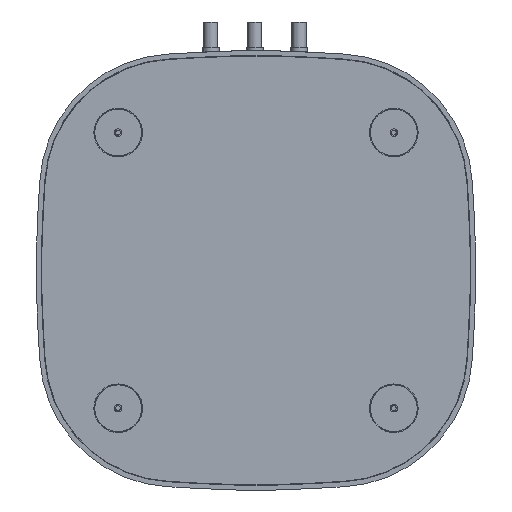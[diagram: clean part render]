
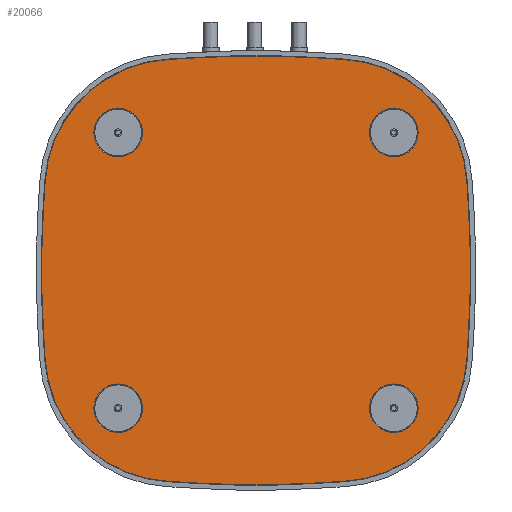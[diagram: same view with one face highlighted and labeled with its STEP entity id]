
A CAD part, front view. The second image highlights one B-rep face of the part: STEP entity #20066.
In plain terms, the highlighted planar face has unit normal (0, -1, 0).
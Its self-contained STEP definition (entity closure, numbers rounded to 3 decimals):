
#1463=FACE_BOUND('',#4222,.T.);
#1464=FACE_BOUND('',#4223,.T.);
#1465=FACE_BOUND('',#4224,.T.);
#1466=FACE_BOUND('',#4225,.T.);
#1925=PLANE('',#21559);
#2991=FACE_OUTER_BOUND('',#4221,.T.);
#4221=EDGE_LOOP('',(#18016,#18017,#18018,#18019,#18020,#18021,#18022,#18023,
#18024,#18025,#18026,#18027,#18028,#18029,#18030,#18031));
#4222=EDGE_LOOP('',(#18032));
#4223=EDGE_LOOP('',(#18033));
#4224=EDGE_LOOP('',(#18034));
#4225=EDGE_LOOP('',(#18035));
#5513=LINE('',#50099,#6972);
#5514=LINE('',#50103,#6973);
#5515=LINE('',#50107,#6974);
#5516=LINE('',#50111,#6975);
#5517=LINE('',#50115,#6976);
#5518=LINE('',#50119,#6977);
#5519=LINE('',#50123,#6978);
#5520=LINE('',#50127,#6979);
#6972=VECTOR('',#25392,10.);
#6973=VECTOR('',#25395,10.);
#6974=VECTOR('',#25398,10.);
#6975=VECTOR('',#25401,10.);
#6976=VECTOR('',#25404,10.);
#6977=VECTOR('',#25407,10.);
#6978=VECTOR('',#25410,10.);
#6979=VECTOR('',#25413,10.);
#7831=CIRCLE('',#21555,9.868);
#7835=CIRCLE('',#21560,52.8);
#7836=CIRCLE('',#21561,397.8);
#7837=CIRCLE('',#21562,52.8);
#7838=CIRCLE('',#21563,397.8);
#7839=CIRCLE('',#21564,52.8);
#7840=CIRCLE('',#21565,397.8);
#7841=CIRCLE('',#21566,52.8);
#7842=CIRCLE('',#21567,397.8);
#7843=CIRCLE('',#21568,9.868);
#7844=CIRCLE('',#21569,9.868);
#7845=CIRCLE('',#21570,9.868);
#9586=VERTEX_POINT('',#50089);
#9589=VERTEX_POINT('',#50097);
#9590=VERTEX_POINT('',#50098);
#9591=VERTEX_POINT('',#50100);
#9592=VERTEX_POINT('',#50102);
#9593=VERTEX_POINT('',#50104);
#9594=VERTEX_POINT('',#50106);
#9595=VERTEX_POINT('',#50108);
#9596=VERTEX_POINT('',#50110);
#9597=VERTEX_POINT('',#50112);
#9598=VERTEX_POINT('',#50114);
#9599=VERTEX_POINT('',#50116);
#9600=VERTEX_POINT('',#50118);
#9601=VERTEX_POINT('',#50120);
#9602=VERTEX_POINT('',#50122);
#9603=VERTEX_POINT('',#50124);
#9604=VERTEX_POINT('',#50126);
#9605=VERTEX_POINT('',#50129);
#9606=VERTEX_POINT('',#50131);
#9607=VERTEX_POINT('',#50133);
#12443=EDGE_CURVE('',#9586,#9586,#7831,.T.);
#12447=EDGE_CURVE('',#9589,#9590,#5513,.T.);
#12448=EDGE_CURVE('',#9590,#9591,#7835,.T.);
#12449=EDGE_CURVE('',#9591,#9592,#5514,.T.);
#12450=EDGE_CURVE('',#9592,#9593,#7836,.T.);
#12451=EDGE_CURVE('',#9593,#9594,#5515,.T.);
#12452=EDGE_CURVE('',#9594,#9595,#7837,.T.);
#12453=EDGE_CURVE('',#9595,#9596,#5516,.T.);
#12454=EDGE_CURVE('',#9596,#9597,#7838,.T.);
#12455=EDGE_CURVE('',#9597,#9598,#5517,.T.);
#12456=EDGE_CURVE('',#9598,#9599,#7839,.T.);
#12457=EDGE_CURVE('',#9599,#9600,#5518,.T.);
#12458=EDGE_CURVE('',#9600,#9601,#7840,.T.);
#12459=EDGE_CURVE('',#9601,#9602,#5519,.T.);
#12460=EDGE_CURVE('',#9602,#9603,#7841,.T.);
#12461=EDGE_CURVE('',#9603,#9604,#5520,.T.);
#12462=EDGE_CURVE('',#9604,#9589,#7842,.T.);
#12463=EDGE_CURVE('',#9605,#9605,#7843,.T.);
#12464=EDGE_CURVE('',#9606,#9606,#7844,.T.);
#12465=EDGE_CURVE('',#9607,#9607,#7845,.T.);
#18016=ORIENTED_EDGE('',*,*,#12447,.T.);
#18017=ORIENTED_EDGE('',*,*,#12448,.T.);
#18018=ORIENTED_EDGE('',*,*,#12449,.T.);
#18019=ORIENTED_EDGE('',*,*,#12450,.T.);
#18020=ORIENTED_EDGE('',*,*,#12451,.T.);
#18021=ORIENTED_EDGE('',*,*,#12452,.T.);
#18022=ORIENTED_EDGE('',*,*,#12453,.T.);
#18023=ORIENTED_EDGE('',*,*,#12454,.T.);
#18024=ORIENTED_EDGE('',*,*,#12455,.T.);
#18025=ORIENTED_EDGE('',*,*,#12456,.T.);
#18026=ORIENTED_EDGE('',*,*,#12457,.T.);
#18027=ORIENTED_EDGE('',*,*,#12458,.T.);
#18028=ORIENTED_EDGE('',*,*,#12459,.T.);
#18029=ORIENTED_EDGE('',*,*,#12460,.T.);
#18030=ORIENTED_EDGE('',*,*,#12461,.T.);
#18031=ORIENTED_EDGE('',*,*,#12462,.T.);
#18032=ORIENTED_EDGE('',*,*,#12463,.F.);
#18033=ORIENTED_EDGE('',*,*,#12464,.F.);
#18034=ORIENTED_EDGE('',*,*,#12465,.F.);
#18035=ORIENTED_EDGE('',*,*,#12443,.F.);
#20066=ADVANCED_FACE('',(#2991,#1463,#1464,#1465,#1466),#1925,.T.);
#21555=AXIS2_PLACEMENT_3D('',#50090,#25382,#25383);
#21559=AXIS2_PLACEMENT_3D('',#50096,#25390,#25391);
#21560=AXIS2_PLACEMENT_3D('',#50101,#25393,#25394);
#21561=AXIS2_PLACEMENT_3D('',#50105,#25396,#25397);
#21562=AXIS2_PLACEMENT_3D('',#50109,#25399,#25400);
#21563=AXIS2_PLACEMENT_3D('',#50113,#25402,#25403);
#21564=AXIS2_PLACEMENT_3D('',#50117,#25405,#25406);
#21565=AXIS2_PLACEMENT_3D('',#50121,#25408,#25409);
#21566=AXIS2_PLACEMENT_3D('',#50125,#25411,#25412);
#21567=AXIS2_PLACEMENT_3D('',#50128,#25414,#25415);
#21568=AXIS2_PLACEMENT_3D('',#50130,#25416,#25417);
#21569=AXIS2_PLACEMENT_3D('',#50132,#25418,#25419);
#21570=AXIS2_PLACEMENT_3D('',#50134,#25420,#25421);
#25382=DIRECTION('center_axis',(0.,-1.,0.));
#25383=DIRECTION('ref_axis',(1.,0.,0.));
#25390=DIRECTION('center_axis',(0.,-1.,0.));
#25391=DIRECTION('ref_axis',(1.,0.,0.));
#25392=DIRECTION('',(0.059,0.,-0.998));
#25393=DIRECTION('center_axis',(0.,-1.,0.));
#25394=DIRECTION('ref_axis',(-0.998,0.,-0.059));
#25395=DIRECTION('',(0.998,0.,-0.059));
#25396=DIRECTION('center_axis',(0.,-1.,0.));
#25397=DIRECTION('ref_axis',(-0.059,0.,-0.998));
#25398=DIRECTION('',(0.998,0.,0.059));
#25399=DIRECTION('center_axis',(0.,-1.,0.));
#25400=DIRECTION('ref_axis',(0.059,0.,-0.998));
#25401=DIRECTION('',(0.059,0.,0.998));
#25402=DIRECTION('center_axis',(0.,-1.,0.));
#25403=DIRECTION('ref_axis',(0.998,0.,-0.059));
#25404=DIRECTION('',(-0.059,0.,0.998));
#25405=DIRECTION('center_axis',(0.,-1.,0.));
#25406=DIRECTION('ref_axis',(0.998,0.,0.059));
#25407=DIRECTION('',(-0.998,0.,0.059));
#25408=DIRECTION('center_axis',(0.,-1.,0.));
#25409=DIRECTION('ref_axis',(0.059,0.,0.998));
#25410=DIRECTION('',(-0.998,0.,-0.059));
#25411=DIRECTION('center_axis',(0.,-1.,0.));
#25412=DIRECTION('ref_axis',(-0.059,0.,0.998));
#25413=DIRECTION('',(-0.059,0.,-0.998));
#25414=DIRECTION('center_axis',(0.,-1.,0.));
#25415=DIRECTION('ref_axis',(-0.998,0.,0.059));
#25416=DIRECTION('center_axis',(0.,-1.,0.));
#25417=DIRECTION('ref_axis',(1.,0.,0.));
#25418=DIRECTION('center_axis',(0.,-1.,0.));
#25419=DIRECTION('ref_axis',(1.,0.,0.));
#25420=DIRECTION('center_axis',(0.,-1.,0.));
#25421=DIRECTION('ref_axis',(1.,0.,0.));
#50089=CARTESIAN_POINT('',(-56.,-317.3,21.691));
#50090=CARTESIAN_POINT('Origin',(-56.,-317.3,31.558));
#50096=CARTESIAN_POINT('Origin',(0.,-317.3,
-24.442));
#50097=CARTESIAN_POINT('',(-86.422,-317.3,-47.801));
#50098=CARTESIAN_POINT('',(-85.675,-317.3,-60.508));
#50099=CARTESIAN_POINT('',(-85.675,-317.3,-60.508));
#50100=CARTESIAN_POINT('',(-36.066,-317.3,-110.116));
#50101=CARTESIAN_POINT('Origin',(-32.966,-317.3,-57.407));
#50102=CARTESIAN_POINT('',(-23.36,-317.3,-110.864));
#50103=CARTESIAN_POINT('',(-23.36,-317.3,-110.864));
#50104=CARTESIAN_POINT('',(23.36,-317.3,-110.864));
#50105=CARTESIAN_POINT('Origin',(0.,-317.3,
286.25));
#50106=CARTESIAN_POINT('',(36.066,-317.3,-110.116));
#50107=CARTESIAN_POINT('',(36.066,-317.3,-110.116));
#50108=CARTESIAN_POINT('',(85.675,-317.3,-60.508));
#50109=CARTESIAN_POINT('Origin',(32.966,-317.3,-57.407));
#50110=CARTESIAN_POINT('',(86.422,-317.3,-47.801));
#50111=CARTESIAN_POINT('',(86.422,-317.3,-47.801));
#50112=CARTESIAN_POINT('',(86.422,-317.3,-1.082));
#50113=CARTESIAN_POINT('Origin',(-310.691,-317.3,-24.442));
#50114=CARTESIAN_POINT('',(85.675,-317.3,11.625));
#50115=CARTESIAN_POINT('',(85.675,-317.3,11.625));
#50116=CARTESIAN_POINT('',(36.066,-317.3,61.233));
#50117=CARTESIAN_POINT('Origin',(32.966,-317.3,8.524));
#50118=CARTESIAN_POINT('',(23.36,-317.3,61.98));
#50119=CARTESIAN_POINT('',(23.36,-317.3,61.98));
#50120=CARTESIAN_POINT('',(-23.36,-317.3,61.98));
#50121=CARTESIAN_POINT('Origin',(0.,-317.3,
-335.133));
#50122=CARTESIAN_POINT('',(-36.066,-317.3,61.233));
#50123=CARTESIAN_POINT('',(-36.066,-317.3,61.233));
#50124=CARTESIAN_POINT('',(-85.675,-317.3,11.625));
#50125=CARTESIAN_POINT('Origin',(-32.966,-317.3,8.524));
#50126=CARTESIAN_POINT('',(-86.422,-317.3,-1.082));
#50127=CARTESIAN_POINT('',(-86.422,-317.3,-1.082));
#50128=CARTESIAN_POINT('Origin',(310.691,-317.3,-24.442));
#50129=CARTESIAN_POINT('',(-56.,-317.3,-90.309));
#50130=CARTESIAN_POINT('Origin',(-56.,-317.3,-80.442));
#50131=CARTESIAN_POINT('',(56.,-317.3,21.691));
#50132=CARTESIAN_POINT('Origin',(56.,-317.3,31.558));
#50133=CARTESIAN_POINT('',(56.,-317.3,-90.309));
#50134=CARTESIAN_POINT('Origin',(56.,-317.3,-80.442));
